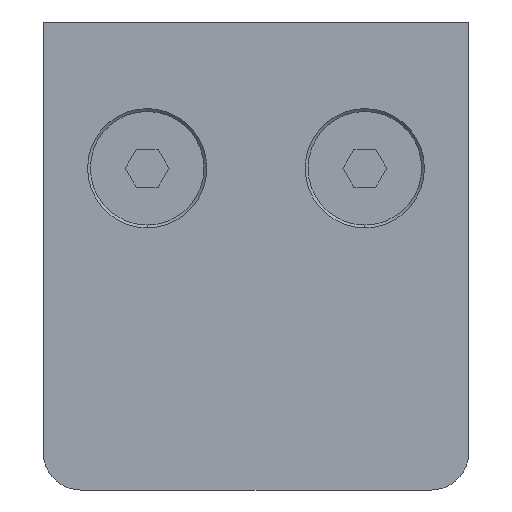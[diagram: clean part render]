
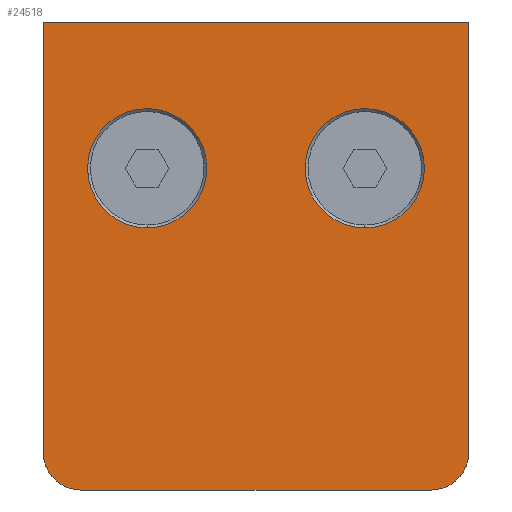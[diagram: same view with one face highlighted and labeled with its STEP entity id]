
A CAD part, front view. The second image highlights one B-rep face of the part: STEP entity #24518.
In plain terms, the highlighted planar face has unit normal (0, -1, 0).
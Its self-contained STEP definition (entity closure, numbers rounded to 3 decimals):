
#455 = ORIENTED_EDGE ( 'NONE', *, *, #11249, .F. ) ;
#500 = FACE_BOUND ( 'NONE', #5485, .T. ) ;
#917 = VERTEX_POINT ( 'NONE', #30242 ) ;
#1164 = LINE ( 'NONE', #13537, #11662 ) ;
#1482 = LINE ( 'NONE', #21223, #9393 ) ;
#2655 = VECTOR ( 'NONE', #16323, 1000. ) ;
#2677 = CARTESIAN_POINT ( 'NONE',  ( 11.5, 0.5, -17.3 ) ) ;
#2893 = FACE_BOUND ( 'NONE', #18217, .T. ) ;
#2979 = VERTEX_POINT ( 'NONE', #23243 ) ;
#3185 = CIRCLE ( 'NONE', #20590, 6.3 ) ;
#3992 = EDGE_CURVE ( 'NONE', #23404, #18650, #6689, .T. ) ;
#4726 = VECTOR ( 'NONE', #29429, 1000. ) ;
#4810 = AXIS2_PLACEMENT_3D ( 'NONE', #14119, #11884, #12362 ) ;
#5409 = EDGE_CURVE ( 'NONE', #917, #14161, #28421, .T. ) ;
#5485 = EDGE_LOOP ( 'NONE', ( #11094, #455 ) ) ;
#5489 = CARTESIAN_POINT ( 'NONE',  ( 18.5, 0.5, -45. ) ) ;
#5710 = EDGE_CURVE ( 'NONE', #19671, #16220, #21330, .T. ) ;
#5940 = DIRECTION ( 'NONE',  ( 0., -1., 0. ) ) ;
#6542 = DIRECTION ( 'NONE',  ( 0., -1., 0. ) ) ;
#6689 = LINE ( 'NONE', #25654, #2655 ) ;
#7410 = CARTESIAN_POINT ( 'NONE',  ( 22.5, 0.5, 4.454 ) ) ;
#7480 = AXIS2_PLACEMENT_3D ( 'NONE', #16076, #18161, #13530 ) ;
#8112 = EDGE_CURVE ( 'NONE', #2979, #17715, #28108, .T. ) ;
#8549 = DIRECTION ( 'NONE',  ( 0., 0., -1. ) ) ;
#9147 = AXIS2_PLACEMENT_3D ( 'NONE', #21159, #6542, #30983 ) ;
#9175 = CARTESIAN_POINT ( 'NONE',  ( -18.5, 0.5, -45. ) ) ;
#9393 = VECTOR ( 'NONE', #8549, 1000. ) ;
#9833 = DIRECTION ( 'NONE',  ( 0., -1., 0. ) ) ;
#10299 = PLANE ( 'NONE',  #30125 ) ;
#11094 = ORIENTED_EDGE ( 'NONE', *, *, #8112, .F. ) ;
#11249 = EDGE_CURVE ( 'NONE', #17715, #2979, #24291, .T. ) ;
#11327 = EDGE_CURVE ( 'NONE', #14274, #23404, #25334, .T. ) ;
#11563 = DIRECTION ( 'NONE',  ( 0., 0., -1. ) ) ;
#11662 = VECTOR ( 'NONE', #18015, 1000. ) ;
#11884 = DIRECTION ( 'NONE',  ( 0., -1., 0. ) ) ;
#12016 = EDGE_LOOP ( 'NONE', ( #17315, #24752, #21875, #15982, #28297, #14678 ) ) ;
#12077 = CARTESIAN_POINT ( 'NONE',  ( -22.5, 0.5, -41. ) ) ;
#12362 = DIRECTION ( 'NONE',  ( 0., 0., -1. ) ) ;
#13530 = DIRECTION ( 'NONE',  ( 0., 0., -1. ) ) ;
#13537 = CARTESIAN_POINT ( 'NONE',  ( -18.5, 0.5, -45. ) ) ;
#14119 = CARTESIAN_POINT ( 'NONE',  ( -11.5, 0.5, -11. ) ) ;
#14161 = VERTEX_POINT ( 'NONE', #5489 ) ;
#14274 = VERTEX_POINT ( 'NONE', #9175 ) ;
#14505 = CARTESIAN_POINT ( 'NONE',  ( -11.5, 0.5, -4.7 ) ) ;
#14678 = ORIENTED_EDGE ( 'NONE', *, *, #31322, .F. ) ;
#15829 = CARTESIAN_POINT ( 'NONE',  ( 11.5, 0.5, -4.7 ) ) ;
#15982 = ORIENTED_EDGE ( 'NONE', *, *, #5409, .F. ) ;
#16015 = CARTESIAN_POINT ( 'NONE',  ( -18.5, 0.5, -41. ) ) ;
#16076 = CARTESIAN_POINT ( 'NONE',  ( 11.5, 0.5, -11. ) ) ;
#16167 = ORIENTED_EDGE ( 'NONE', *, *, #5710, .F. ) ;
#16220 = VERTEX_POINT ( 'NONE', #2677 ) ;
#16323 = DIRECTION ( 'NONE',  ( 0., 0., 1. ) ) ;
#16592 = AXIS2_PLACEMENT_3D ( 'NONE', #16015, #26256, #23838 ) ;
#16820 = ORIENTED_EDGE ( 'NONE', *, *, #31538, .F. ) ;
#17315 = ORIENTED_EDGE ( 'NONE', *, *, #3992, .F. ) ;
#17659 = DIRECTION ( 'NONE',  ( 0., 0., -1. ) ) ;
#17715 = VERTEX_POINT ( 'NONE', #14505 ) ;
#18015 = DIRECTION ( 'NONE',  ( -1., 0., 0. ) ) ;
#18161 = DIRECTION ( 'NONE',  ( 0., -1., 0. ) ) ;
#18217 = EDGE_LOOP ( 'NONE', ( #16820, #16167 ) ) ;
#18650 = VERTEX_POINT ( 'NONE', #26105 ) ;
#19662 = AXIS2_PLACEMENT_3D ( 'NONE', #22891, #20456, #29965 ) ;
#19671 = VERTEX_POINT ( 'NONE', #15829 ) ;
#20456 = DIRECTION ( 'NONE',  ( 0., 1., 0. ) ) ;
#20590 = AXIS2_PLACEMENT_3D ( 'NONE', #25541, #5940, #11563 ) ;
#21159 = CARTESIAN_POINT ( 'NONE',  ( -11.5, 0.5, -11. ) ) ;
#21223 = CARTESIAN_POINT ( 'NONE',  ( 22.5, 0.5, 0. ) ) ;
#21330 = CIRCLE ( 'NONE', #7480, 6.3 ) ;
#21875 = ORIENTED_EDGE ( 'NONE', *, *, #24403, .F. ) ;
#22190 = FACE_OUTER_BOUND ( 'NONE', #12016, .T. ) ;
#22891 = CARTESIAN_POINT ( 'NONE',  ( 18.5, 0.5, -41. ) ) ;
#23243 = CARTESIAN_POINT ( 'NONE',  ( -11.5, 0.5, -17.3 ) ) ;
#23404 = VERTEX_POINT ( 'NONE', #12077 ) ;
#23838 = DIRECTION ( 'NONE',  ( 0., 0., -1. ) ) ;
#24276 = CARTESIAN_POINT ( 'NONE',  ( 0., 0.5, 4.454 ) ) ;
#24291 = CIRCLE ( 'NONE', #4810, 6.3 ) ;
#24403 = EDGE_CURVE ( 'NONE', #14161, #14274, #1164, .T. ) ;
#24518 = ADVANCED_FACE ( 'NONE', ( #2893, #500, #22190 ), #10299, .T. ) ;
#24752 = ORIENTED_EDGE ( 'NONE', *, *, #11327, .F. ) ;
#25062 = CARTESIAN_POINT ( 'NONE',  ( -18.5, 0.5, -41. ) ) ;
#25334 = CIRCLE ( 'NONE', #16592, 4. ) ;
#25541 = CARTESIAN_POINT ( 'NONE',  ( 11.5, 0.5, -11. ) ) ;
#25654 = CARTESIAN_POINT ( 'NONE',  ( -22.5, 0.5, 0. ) ) ;
#26105 = CARTESIAN_POINT ( 'NONE',  ( -22.5, 0.5, 4.454 ) ) ;
#26256 = DIRECTION ( 'NONE',  ( 0., 1., 0. ) ) ;
#26854 = LINE ( 'NONE', #24276, #4726 ) ;
#28108 = CIRCLE ( 'NONE', #9147, 6.3 ) ;
#28297 = ORIENTED_EDGE ( 'NONE', *, *, #30119, .F. ) ;
#28421 = CIRCLE ( 'NONE', #19662, 4. ) ;
#29429 = DIRECTION ( 'NONE',  ( 1., 0., 0. ) ) ;
#29965 = DIRECTION ( 'NONE',  ( 0., 0., -1. ) ) ;
#30119 = EDGE_CURVE ( 'NONE', #31349, #917, #1482, .T. ) ;
#30125 = AXIS2_PLACEMENT_3D ( 'NONE', #25062, #9833, #17659 ) ;
#30242 = CARTESIAN_POINT ( 'NONE',  ( 22.5, 0.5, -41. ) ) ;
#30983 = DIRECTION ( 'NONE',  ( 0., 0., -1. ) ) ;
#31322 = EDGE_CURVE ( 'NONE', #18650, #31349, #26854, .T. ) ;
#31349 = VERTEX_POINT ( 'NONE', #7410 ) ;
#31538 = EDGE_CURVE ( 'NONE', #16220, #19671, #3185, .T. ) ;
